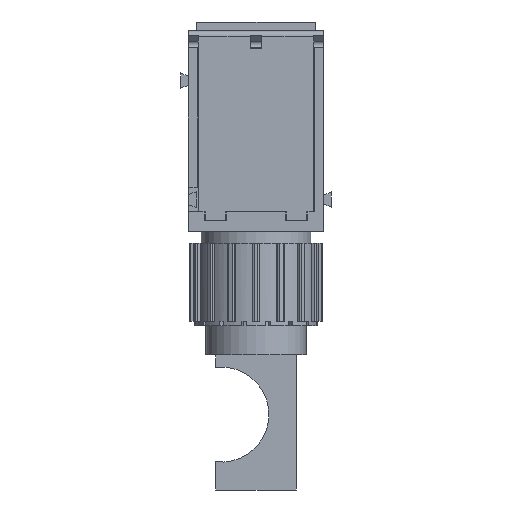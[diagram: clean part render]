
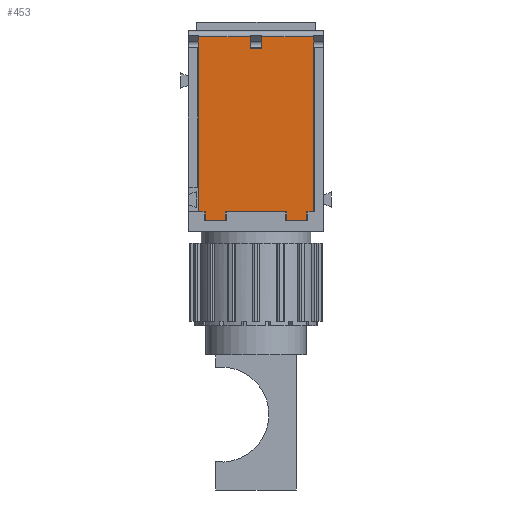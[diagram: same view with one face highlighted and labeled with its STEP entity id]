
A CAD part, front view. The second image highlights one B-rep face of the part: STEP entity #453.
In plain terms, the highlighted planar face has unit normal (0, -1, 0).
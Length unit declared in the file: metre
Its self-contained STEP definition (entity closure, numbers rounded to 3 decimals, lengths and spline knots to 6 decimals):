
#453=ADVANCED_FACE('',(#1259),#1260,.T.);
#1259=FACE_OUTER_BOUND('',#2434,.T.);
#1260=PLANE('',#2435);
#2434=EDGE_LOOP('',(#3815,#3816,#3817,#3818,#3819,#3820,#3821,#3822,#3823,#3824,#3825,#3826,#3827,#3828,#3829,#3830,#3831,#3832,#3833));
#2435=AXIS2_PLACEMENT_3D('',#3834,#3835,#3836);
#3815=ORIENTED_EDGE('',*,*,#7166,.T.);
#3816=ORIENTED_EDGE('',*,*,#7316,.T.);
#3817=ORIENTED_EDGE('',*,*,#7317,.T.);
#3818=ORIENTED_EDGE('',*,*,#7307,.T.);
#3819=ORIENTED_EDGE('',*,*,#7318,.F.);
#3820=ORIENTED_EDGE('',*,*,#7319,.F.);
#3821=ORIENTED_EDGE('',*,*,#7320,.F.);
#3822=ORIENTED_EDGE('',*,*,#7321,.T.);
#3823=ORIENTED_EDGE('',*,*,#7322,.F.);
#3824=ORIENTED_EDGE('',*,*,#7323,.F.);
#3825=ORIENTED_EDGE('',*,*,#7324,.F.);
#3826=ORIENTED_EDGE('',*,*,#7176,.T.);
#3827=ORIENTED_EDGE('',*,*,#7172,.F.);
#3828=ORIENTED_EDGE('',*,*,#7325,.F.);
#3829=ORIENTED_EDGE('',*,*,#7326,.F.);
#3830=ORIENTED_EDGE('',*,*,#7313,.T.);
#3831=ORIENTED_EDGE('',*,*,#7312,.T.);
#3832=ORIENTED_EDGE('',*,*,#7309,.T.);
#3833=ORIENTED_EDGE('',*,*,#7248,.F.);
#3834=CARTESIAN_POINT('',(-0.03375,-0.0075,-0.001901));
#3835=DIRECTION('',(0.,-1.0,0.));
#3836=DIRECTION('',(0.,0.,-1.0));
#7166=EDGE_CURVE('',#8612,#8610,#8613,.T.);
#7172=EDGE_CURVE('',#8621,#8616,#8623,.T.);
#7176=EDGE_CURVE('',#8625,#8616,#8629,.T.);
#7248=EDGE_CURVE('',#8612,#8751,#8752,.T.);
#7307=EDGE_CURVE('',#8856,#8854,#8857,.T.);
#7309=EDGE_CURVE('',#8859,#8751,#8860,.T.);
#7312=EDGE_CURVE('',#8863,#8859,#8864,.T.);
#7313=EDGE_CURVE('',#8865,#8863,#8866,.T.);
#7316=EDGE_CURVE('',#8610,#8869,#8870,.T.);
#7317=EDGE_CURVE('',#8869,#8856,#8871,.T.);
#7318=EDGE_CURVE('',#8872,#8854,#8873,.T.);
#7319=EDGE_CURVE('',#8874,#8872,#8875,.T.);
#7320=EDGE_CURVE('',#8876,#8874,#8877,.T.);
#7321=EDGE_CURVE('',#8876,#8878,#8879,.T.);
#7322=EDGE_CURVE('',#8880,#8878,#8881,.T.);
#7323=EDGE_CURVE('',#8882,#8880,#8883,.T.);
#7324=EDGE_CURVE('',#8625,#8882,#8884,.T.);
#7325=EDGE_CURVE('',#8885,#8621,#8886,.T.);
#7326=EDGE_CURVE('',#8865,#8885,#8887,.T.);
#8610=VERTEX_POINT('',#10738);
#8612=VERTEX_POINT('',#10741);
#8613=LINE('',#10742,#10743);
#8616=VERTEX_POINT('',#10747);
#8621=VERTEX_POINT('',#10754);
#8623=LINE('',#10757,#10758);
#8625=VERTEX_POINT('',#10760);
#8629=LINE('',#10766,#10767);
#8751=VERTEX_POINT('',#10947);
#8752=LINE('',#10948,#10949);
#8854=VERTEX_POINT('',#11099);
#8856=VERTEX_POINT('',#11101);
#8857=LINE('',#11102,#11103);
#8859=VERTEX_POINT('',#11105);
#8860=LINE('',#11106,#11107);
#8863=VERTEX_POINT('',#11110);
#8864=LINE('',#11111,#11112);
#8865=VERTEX_POINT('',#11113);
#8866=LINE('',#11114,#11115);
#8869=VERTEX_POINT('',#11119);
#8870=LINE('',#11120,#11121);
#8871=LINE('',#11122,#11123);
#8872=VERTEX_POINT('',#11124);
#8873=LINE('',#11125,#11126);
#8874=VERTEX_POINT('',#11127);
#8875=LINE('',#11128,#11129);
#8876=VERTEX_POINT('',#11130);
#8877=LINE('',#11131,#11132);
#8878=VERTEX_POINT('',#11133);
#8879=LINE('',#11134,#11135);
#8880=VERTEX_POINT('',#11136);
#8881=LINE('',#11137,#11138);
#8882=VERTEX_POINT('',#11139);
#8883=LINE('',#11140,#11141);
#8884=LINE('',#11142,#11143);
#8885=VERTEX_POINT('',#11144);
#8886=LINE('',#11145,#11146);
#8887=LINE('',#11147,#11148);
#10738=CARTESIAN_POINT('',(-0.03375,-0.0075,-0.002402));
#10741=CARTESIAN_POINT('',(-0.03275,-0.0075,-0.002402));
#10742=CARTESIAN_POINT('',(-0.0272,-0.0075,-0.002402));
#10743=VECTOR('',#13637,1.0);
#10747=CARTESIAN_POINT('',(-0.0305,-0.0075,-0.017799));
#10754=CARTESIAN_POINT('',(-0.0287,-0.0075,-0.017799));
#10757=CARTESIAN_POINT('',(-0.0272,-0.0075,-0.017799));
#10758=VECTOR('',#13642,1.0);
#10760=CARTESIAN_POINT('',(-0.0305,-0.0075,-0.017));
#10766=CARTESIAN_POINT('',(-0.0305,-0.0075,-0.001799));
#10767=VECTOR('',#13645,1.0);
#10947=CARTESIAN_POINT('',(-0.03275,-0.0075,-0.0013));
#10948=CARTESIAN_POINT('',(-0.03275,-0.0075,-0.001901));
#10949=VECTOR('',#13710,1.0);
#11099=CARTESIAN_POINT('',(-0.0384,-0.0075,-0.0013));
#11101=CARTESIAN_POINT('',(-0.03375,-0.0075,-0.0013));
#11102=CARTESIAN_POINT('',(-0.03375,-0.0075,-0.0013));
#11103=VECTOR('',#13774,1.0);
#11105=CARTESIAN_POINT('',(-0.0281,-0.0075,-0.0013));
#11106=CARTESIAN_POINT('',(-0.03375,-0.0075,-0.0013));
#11107=VECTOR('',#13778,1.0);
#11110=CARTESIAN_POINT('',(-0.0281,-0.0075,-0.001901));
#11111=CARTESIAN_POINT('',(-0.0281,-0.0075,-0.001901));
#11112=VECTOR('',#13782,1.0);
#11113=CARTESIAN_POINT('',(-0.0281,-0.0075,-0.017));
#11114=CARTESIAN_POINT('',(-0.0281,-0.0075,-0.001799));
#11115=VECTOR('',#13783,1.0);
#11119=CARTESIAN_POINT('',(-0.03375,-0.0075,-0.001901));
#11120=CARTESIAN_POINT('',(-0.03375,-0.0075,-0.001799));
#11121=VECTOR('',#13785,1.0);
#11122=CARTESIAN_POINT('',(-0.03375,-0.0075,-0.001901));
#11123=VECTOR('',#13786,1.0);
#11124=CARTESIAN_POINT('',(-0.0384,-0.0075,-0.001901));
#11125=CARTESIAN_POINT('',(-0.0384,-0.0075,-0.001901));
#11126=VECTOR('',#13787,1.0);
#11127=CARTESIAN_POINT('',(-0.0384,-0.0075,-0.017));
#11128=CARTESIAN_POINT('',(-0.0384,-0.0075,-0.001799));
#11129=VECTOR('',#13788,1.0);
#11130=CARTESIAN_POINT('',(-0.0378,-0.0075,-0.017));
#11131=CARTESIAN_POINT('',(-0.0272,-0.0075,-0.017));
#11132=VECTOR('',#13789,1.0);
#11133=CARTESIAN_POINT('',(-0.0378,-0.0075,-0.017799));
#11134=CARTESIAN_POINT('',(-0.0378,-0.0075,-0.001799));
#11135=VECTOR('',#13790,1.0);
#11136=CARTESIAN_POINT('',(-0.036,-0.0075,-0.017799));
#11137=CARTESIAN_POINT('',(-0.0272,-0.0075,-0.017799));
#11138=VECTOR('',#13791,1.0);
#11139=CARTESIAN_POINT('',(-0.036,-0.0075,-0.017));
#11140=CARTESIAN_POINT('',(-0.036,-0.0075,-0.001799));
#11141=VECTOR('',#13792,1.0);
#11142=CARTESIAN_POINT('',(-0.0272,-0.0075,-0.017));
#11143=VECTOR('',#13793,1.0);
#11144=CARTESIAN_POINT('',(-0.0287,-0.0075,-0.017));
#11145=CARTESIAN_POINT('',(-0.0287,-0.0075,-0.001799));
#11146=VECTOR('',#13794,1.0);
#11147=CARTESIAN_POINT('',(-0.0272,-0.0075,-0.017));
#11148=VECTOR('',#13795,1.0);
#13637=DIRECTION('',(-1.0,0.,0.));
#13642=DIRECTION('',(-1.0,0.,0.));
#13645=DIRECTION('',(0.,0.,-1.));
#13710=DIRECTION('',(0.,0.,1.0));
#13774=DIRECTION('',(-1.0,0.,0.));
#13778=DIRECTION('',(-1.0,0.,0.));
#13782=DIRECTION('',(0.,0.,1.0));
#13783=DIRECTION('',(0.,0.,1.));
#13785=DIRECTION('',(0.,0.,1.));
#13786=DIRECTION('',(0.,0.,1.0));
#13787=DIRECTION('',(0.,0.,1.0));
#13788=DIRECTION('',(0.,0.,1.));
#13789=DIRECTION('',(-1.0,0.,0.));
#13790=DIRECTION('',(0.,0.,-1.));
#13791=DIRECTION('',(-1.0,0.,0.));
#13792=DIRECTION('',(0.,0.,-1.));
#13793=DIRECTION('',(-1.0,0.,0.));
#13794=DIRECTION('',(0.,0.,-1.));
#13795=DIRECTION('',(-1.0,0.,0.));
